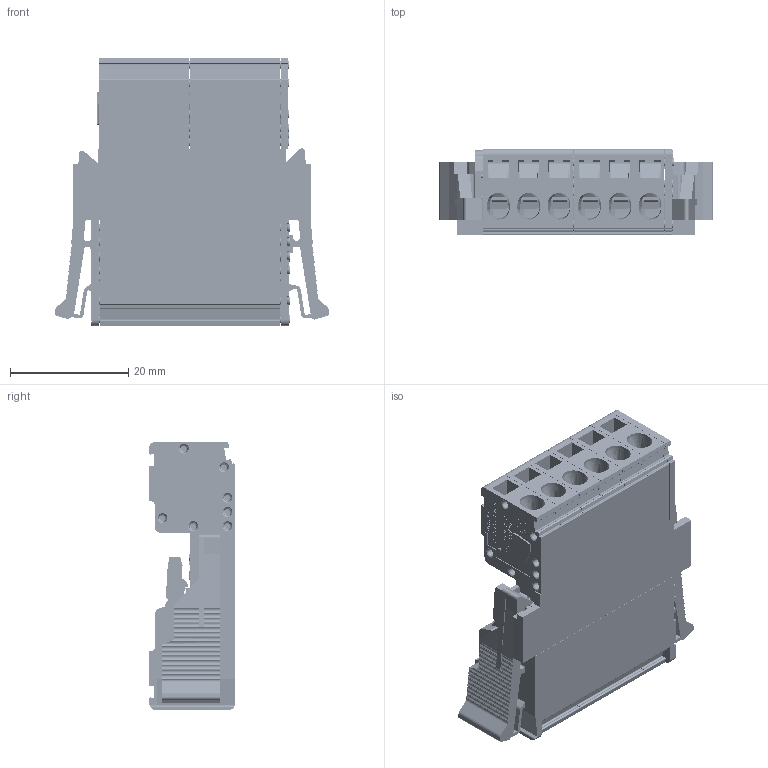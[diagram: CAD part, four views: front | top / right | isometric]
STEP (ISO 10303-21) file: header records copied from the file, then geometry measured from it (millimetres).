
FILE_DESCRIPTION(/* description */ ('Unknown'),/* implementation_level */ '2;1');
FILE_NAME(/* name */ 'DPSC5_08WW_6W_3D_SOLID_MODEL',/* time_stamp */ '2025-08-08T10:43:10+05:00',/* author */ ('Unknown'),/* organization */ ('Unknown'),/* preprocessor_version */ 'ST-DEVELOPER v16.7',/* originating_system */ 'Solid Edge',/* authorisation */ 'Unknown');
FILE_SCHEMA (('AP203_CONFIGURATION_CONTROLLED_3D_DESIGN_OF_MECHANICAL_PARTS_AND_ASSEMBLIES_MIM_LF { 1 0 10303 203 3 1 4 }','AP242_MANAGED_MODEL_BASED_3D_ENGINEERING_MIM_LF { 1 0 10303 442 1 1 4 }','AUTOMOTIVE_DESIGN {1 0 10303 214 3 1 1}'));
Products named in the file (1): DPSC5_08WW_6W_3D_SOLID_MODEL
Bounding box: 46.41 x 14.5 x 45.25 mm (x, y, z)
Volume: 12792.9 mm3; surface area: 26860.8 mm2
Topology: 1 solids, 78 shells, 10822 faces, 29766 edges, 19634 vertices
Faces by surface type: plane 6648, cylinder 2194, bspline 1502, torus 276, cone 188, sphere 14
Full cylindrical faces by diameter (mm): 0.6 x27, 0.8 x48, 1.2 x10, 1.3 x182, 1.5 x26, 1.8 x5, 2.9 x5, 3.7 x6
Entity records: 453094 total; most frequent: CARTESIAN_POINT 112938, ORIENTED_EDGE 57300, DIRECTION 48792, EDGE_CURVE 28650, LINE 20108, VECTOR 20108, VERTEX_POINT 19356, AXIS2_PLACEMENT_3D 14342
